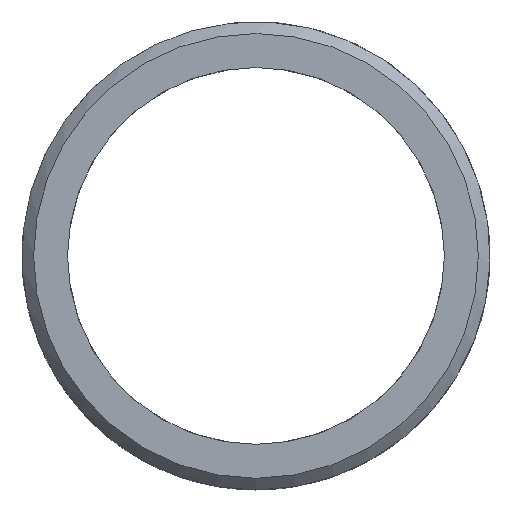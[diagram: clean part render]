
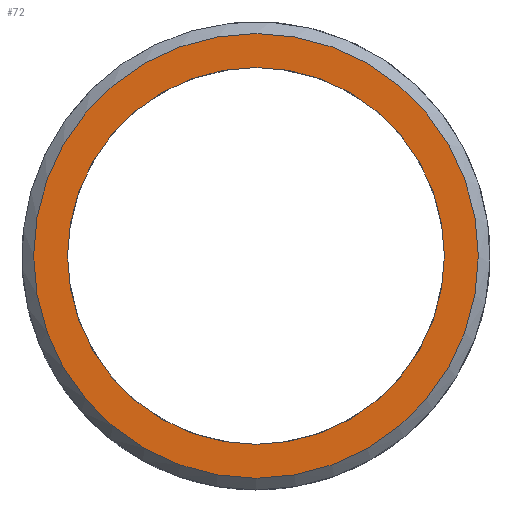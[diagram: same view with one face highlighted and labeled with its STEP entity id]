
A CAD part, front view. The second image highlights one B-rep face of the part: STEP entity #72.
In plain terms, the highlighted planar face has unit normal (0, -1, 0).
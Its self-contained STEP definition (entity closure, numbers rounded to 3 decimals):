
#44=FACE_BOUND('',#133,.T.);
#45=FACE_BOUND('',#134,.T.);
#72=ADVANCED_FACE('',(#44,#45),#93,.T.);
#93=PLANE('',#494);
#133=EDGE_LOOP('',(#205));
#134=EDGE_LOOP('',(#206));
#165=CIRCLE('',#492,9.5);
#166=CIRCLE('',#493,8.05);
#205=ORIENTED_EDGE('',*,*,#371,.T.);
#206=ORIENTED_EDGE('',*,*,#372,.T.);
#325=VERTEX_POINT('',#723);
#326=VERTEX_POINT('',#725);
#371=EDGE_CURVE('',#325,#325,#165,.T.);
#372=EDGE_CURVE('',#326,#326,#166,.T.);
#492=AXIS2_PLACEMENT_3D('',#722,#567,#568);
#493=AXIS2_PLACEMENT_3D('',#724,#569,#570);
#494=AXIS2_PLACEMENT_3D('',#726,#571,#572);
#567=DIRECTION('',(0.,-1.,0.));
#568=DIRECTION('',(0.,0.,-1.));
#569=DIRECTION('',(0.,1.,0.));
#570=DIRECTION('',(0.,0.,1.));
#571=DIRECTION('',(0.,-1.,0.));
#572=DIRECTION('',(0.,0.,-1.));
#722=CARTESIAN_POINT('',(0.,0.,0.));
#723=CARTESIAN_POINT('',(0.,0.,-9.5));
#724=CARTESIAN_POINT('',(0.,0.,0.));
#725=CARTESIAN_POINT('',(0.,0.,8.05));
#726=CARTESIAN_POINT('',(0.,0.,0.));
